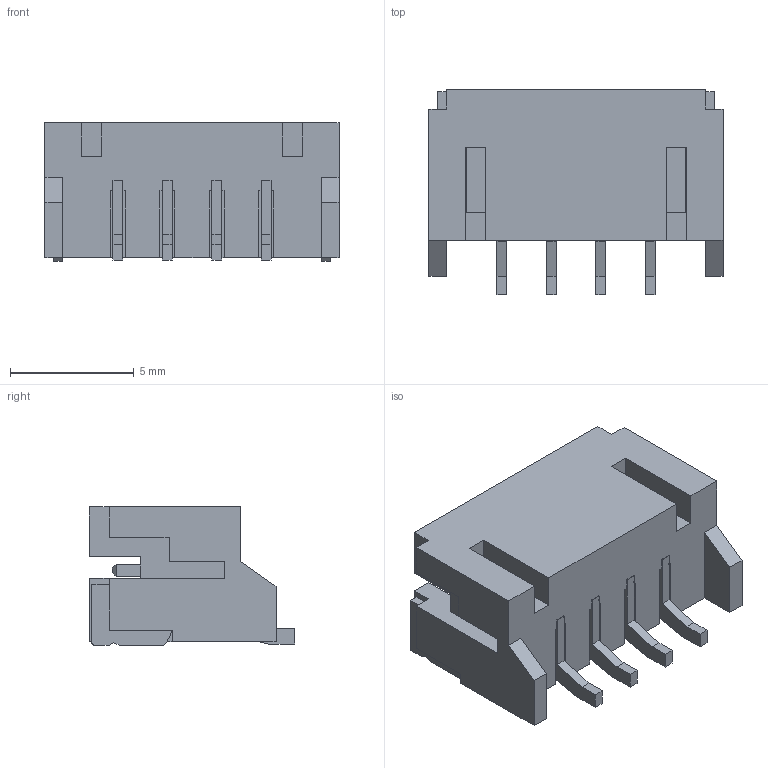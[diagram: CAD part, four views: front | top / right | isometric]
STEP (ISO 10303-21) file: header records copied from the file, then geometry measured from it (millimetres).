
FILE_DESCRIPTION (( 'STEP AP214' ), '1' );
FILE_NAME ('CONN-SMD_AFC20-S04ACA-00.step', '2022-08-01T05:39:29', ( '' ), ( '' ), 'SwSTEP 2.0', 'SolidWorks 2020', '' );
FILE_SCHEMA (( 'AUTOMOTIVE_DESIGN' ));
Length unit declared in the file: millimetre
Products named in the file (1): CONN-SMD_AFC20-S04ACA-00
Bounding box: 11.9 x 8.3 x 5.6 mm (x, y, z)
Volume: 209.7 mm3; surface area: 589.1 mm2
Topology: 14 solids, 14 shells, 467 faces, 1270 edges, 838 vertices
Faces by surface type: plane 351, bspline 114, cylinder 2
Entity records: 19738 total; most frequent: CARTESIAN_POINT 4938, ORIENTED_EDGE 2540, DIRECTION 1750, EDGE_CURVE 1270, VECTOR 1034, LINE 1034, VERTEX_POINT 838, EDGE_LOOP 490
